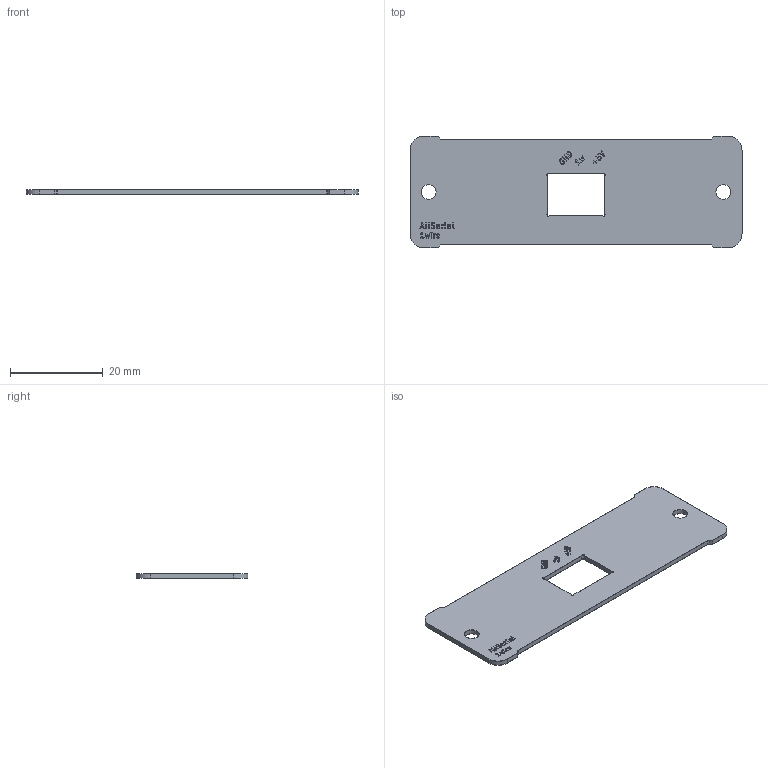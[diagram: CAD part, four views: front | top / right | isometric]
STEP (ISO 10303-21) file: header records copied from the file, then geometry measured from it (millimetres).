
FILE_DESCRIPTION(('KiCad electronic assembly'),'2;1');
FILE_NAME('1wire_Front.step','2025-07-09T23:32:03',('Pcbnew'),('Kicad'), 'Open CASCADE STEP processor 7.8','KiCad to STEP converter','Unknown' );
FILE_SCHEMA(('AUTOMOTIVE_DESIGN { 1 0 10303 214 1 1 1 1 }'));
Length unit declared in the file: millimetre
Products named in the file (5): 1wire_Front 1; 1wire_Front_copper; 1wire_Front_silkscreen; 1wire_Front_soldermask; 1wire_Front_PCB
Assembly tree (4 placements, depth 2):
  1wire_Front 1
    1wire_Front_copper
    1wire_Front_silkscreen
    1wire_Front_soldermask
    1wire_Front_PCB
Bounding box: 71.5 x 24 x 1.12 mm (x, y, z)
Volume: 1497.4 mm3; surface area: 6185 mm2
Topology: 38 solids, 71 shells, 662 faces, 2765 edges, 2212 vertices
Faces by surface type: plane 503, cylinder 159
Full cylindrical faces by diameter (mm): 3.2 x2
Entity records: 29377 total; most frequent: CARTESIAN_POINT 5644, DIRECTION 4654, ORIENTED_EDGE 4424, EDGE_CURVE 2765, VERTEX_POINT 2212, LINE 2210, VECTOR 2210, AXIS2_PLACEMENT_3D 1222
